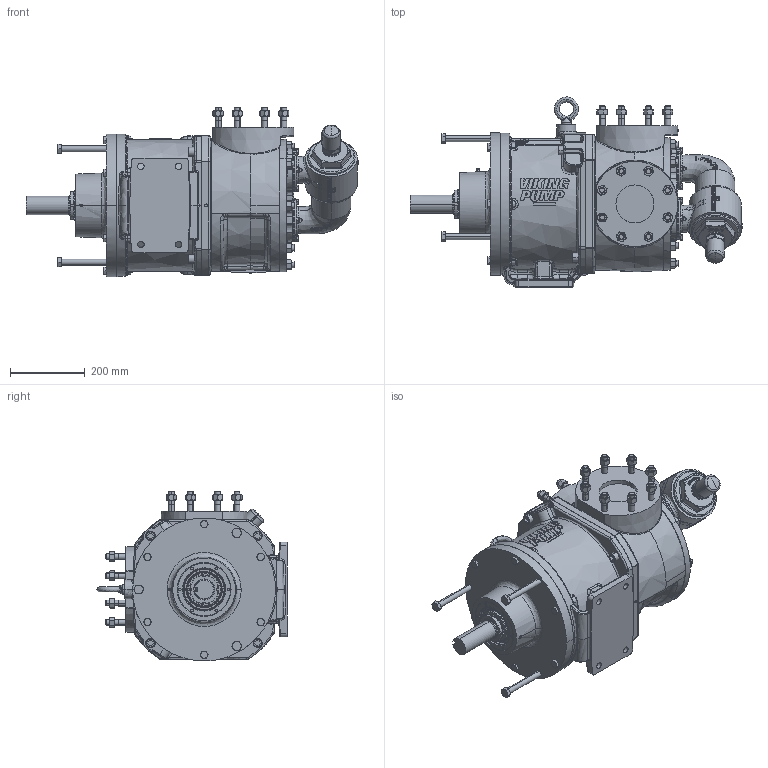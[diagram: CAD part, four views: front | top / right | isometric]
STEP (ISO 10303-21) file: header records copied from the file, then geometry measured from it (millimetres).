
FILE_DESCRIPTION (( 'STEP AP214' ), '1' );
FILE_NAME ('QS8124A.STEP', '2017-10-02T19:13:20', ( '' ), ( '' ), 'SwSTEP 2.0', 'SolidWorks 2016', '' );
FILE_SCHEMA (( 'AUTOMOTIVE_DESIGN' ));
Length unit declared in the file: inch
Products named in the file (2): QS8124A
Bounding box: 890.04 x 509.47 x 454.62 mm (x, y, z)
Volume: 60663836.3 mm3; surface area: 1430749.2 mm2
Topology: 1 solids, 1 shells, 3532 faces, 8657 edges, 5284 vertices
Faces by surface type: plane 1207, bspline 1141, cone 645, cylinder 418, torus 84, sphere 37
Entity records: 243087 total; most frequent: CARTESIAN_POINT 146812, ORIENTED_EDGE 17128, DIRECTION 11542, EDGE_CURVE 8564, VERTEX_POINT 5275, AXIS2_PLACEMENT_3D 4384, EDGE_LOOP 3805, B_SPLINE_CURVE_WITH_KNOTS 3609
